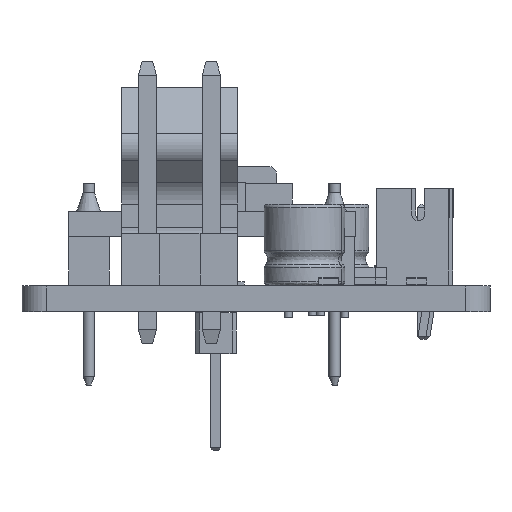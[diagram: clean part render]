
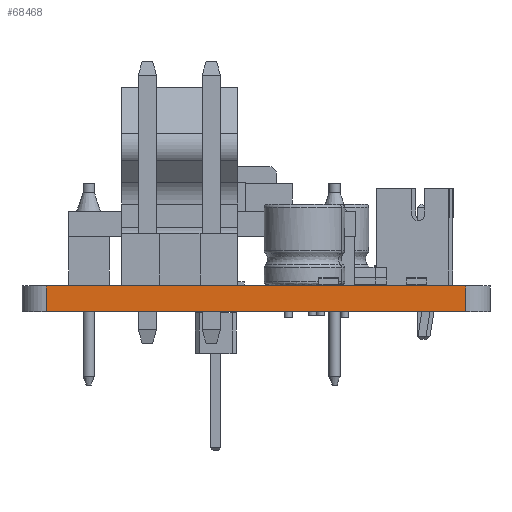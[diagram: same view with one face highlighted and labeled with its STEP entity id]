
A CAD part, left-side view. The second image highlights one B-rep face of the part: STEP entity #68468.
In plain terms, the highlighted planar face has unit normal (-1, 0, 0).
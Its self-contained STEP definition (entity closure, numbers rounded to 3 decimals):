
#64771 = PLANE('',#64772);
#64772 = AXIS2_PLACEMENT_3D('',#64773,#64774,#64775);
#64773 = CARTESIAN_POINT('',(95.875,-120.,1.6));
#64774 = DIRECTION('',(0.,0.,1.));
#64775 = DIRECTION('',(1.,0.,0.));
#64799 = CYLINDRICAL_SURFACE('',#64800,1.5);
#64800 = AXIS2_PLACEMENT_3D('',#64801,#64802,#64803);
#64801 = CARTESIAN_POINT('',(70.,-107.,0.));
#64802 = DIRECTION('',(0.,0.,-1.));
#64803 = DIRECTION('',(1.,0.,0.));
#64825 = PLANE('',#64826);
#64826 = AXIS2_PLACEMENT_3D('',#64827,#64828,#64829);
#64827 = CARTESIAN_POINT('',(95.875,-120.,0.));
#64828 = DIRECTION('',(0.,0.,1.));
#64829 = DIRECTION('',(1.,0.,0.));
#64920 = VERTEX_POINT('',#64921);
#64921 = CARTESIAN_POINT('',(68.5,-107.,1.6));
#64943 = EDGE_CURVE('',#64944,#64920,#64946,.T.);
#64944 = VERTEX_POINT('',#64945);
#64945 = CARTESIAN_POINT('',(68.5,-107.,0.));
#64946 = SURFACE_CURVE('',#64947,(#64951,#64958),.PCURVE_S1.);
#64947 = LINE('',#64948,#64949);
#64948 = CARTESIAN_POINT('',(68.5,-107.,0.));
#64949 = VECTOR('',#64950,1.);
#64950 = DIRECTION('',(0.,0.,1.));
#64951 = PCURVE('',#64799,#64952);
#64952 = DEFINITIONAL_REPRESENTATION('',(#64953),#64957);
#64953 = LINE('',#64954,#64955);
#64954 = CARTESIAN_POINT('',(-3.142,0.));
#64955 = VECTOR('',#64956,1.);
#64956 = DIRECTION('',(0.,-1.));
#64957 = ( GEOMETRIC_REPRESENTATION_CONTEXT(2) 
PARAMETRIC_REPRESENTATION_CONTEXT() REPRESENTATION_CONTEXT('2D SPACE',''
  ) );
#64958 = PCURVE('',#64959,#64964);
#64959 = PLANE('',#64960);
#64960 = AXIS2_PLACEMENT_3D('',#64961,#64962,#64963);
#64961 = CARTESIAN_POINT('',(68.5,-107.,0.));
#64962 = DIRECTION('',(1.,0.,0.));
#64963 = DIRECTION('',(0.,-1.,0.));
#64964 = DEFINITIONAL_REPRESENTATION('',(#64965),#64969);
#64965 = LINE('',#64966,#64967);
#64966 = CARTESIAN_POINT('',(0.,0.));
#64967 = VECTOR('',#64968,1.);
#64968 = DIRECTION('',(0.,-1.));
#64969 = ( GEOMETRIC_REPRESENTATION_CONTEXT(2) 
PARAMETRIC_REPRESENTATION_CONTEXT() REPRESENTATION_CONTEXT('2D SPACE',''
  ) );
#64998 = EDGE_CURVE('',#64944,#64999,#65001,.T.);
#64999 = VERTEX_POINT('',#65000);
#65000 = CARTESIAN_POINT('',(68.5,-133.,0.));
#65001 = SURFACE_CURVE('',#65002,(#65006,#65013),.PCURVE_S1.);
#65002 = LINE('',#65003,#65004);
#65003 = CARTESIAN_POINT('',(68.5,-107.,0.));
#65004 = VECTOR('',#65005,1.);
#65005 = DIRECTION('',(0.,-1.,0.));
#65006 = PCURVE('',#64825,#65007);
#65007 = DEFINITIONAL_REPRESENTATION('',(#65008),#65012);
#65008 = LINE('',#65009,#65010);
#65009 = CARTESIAN_POINT('',(-27.375,13.));
#65010 = VECTOR('',#65011,1.);
#65011 = DIRECTION('',(0.,-1.));
#65012 = ( GEOMETRIC_REPRESENTATION_CONTEXT(2) 
PARAMETRIC_REPRESENTATION_CONTEXT() REPRESENTATION_CONTEXT('2D SPACE',''
  ) );
#65013 = PCURVE('',#64959,#65014);
#65014 = DEFINITIONAL_REPRESENTATION('',(#65015),#65019);
#65015 = LINE('',#65016,#65017);
#65016 = CARTESIAN_POINT('',(0.,0.));
#65017 = VECTOR('',#65018,1.);
#65018 = DIRECTION('',(1.,0.));
#65019 = ( GEOMETRIC_REPRESENTATION_CONTEXT(2) 
PARAMETRIC_REPRESENTATION_CONTEXT() REPRESENTATION_CONTEXT('2D SPACE',''
  ) );
#65038 = CYLINDRICAL_SURFACE('',#65039,1.5);
#65039 = AXIS2_PLACEMENT_3D('',#65040,#65041,#65042);
#65040 = CARTESIAN_POINT('',(70.,-133.,0.));
#65041 = DIRECTION('',(0.,0.,-1.));
#65042 = DIRECTION('',(1.,0.,0.));
#66870 = EDGE_CURVE('',#64920,#66871,#66873,.T.);
#66871 = VERTEX_POINT('',#66872);
#66872 = CARTESIAN_POINT('',(68.5,-133.,1.6));
#66873 = SURFACE_CURVE('',#66874,(#66878,#66885),.PCURVE_S1.);
#66874 = LINE('',#66875,#66876);
#66875 = CARTESIAN_POINT('',(68.5,-107.,1.6));
#66876 = VECTOR('',#66877,1.);
#66877 = DIRECTION('',(0.,-1.,0.));
#66878 = PCURVE('',#64771,#66879);
#66879 = DEFINITIONAL_REPRESENTATION('',(#66880),#66884);
#66880 = LINE('',#66881,#66882);
#66881 = CARTESIAN_POINT('',(-27.375,13.));
#66882 = VECTOR('',#66883,1.);
#66883 = DIRECTION('',(0.,-1.));
#66884 = ( GEOMETRIC_REPRESENTATION_CONTEXT(2) 
PARAMETRIC_REPRESENTATION_CONTEXT() REPRESENTATION_CONTEXT('2D SPACE',''
  ) );
#66885 = PCURVE('',#64959,#66886);
#66886 = DEFINITIONAL_REPRESENTATION('',(#66887),#66891);
#66887 = LINE('',#66888,#66889);
#66888 = CARTESIAN_POINT('',(0.,-1.6));
#66889 = VECTOR('',#66890,1.);
#66890 = DIRECTION('',(1.,0.));
#66891 = ( GEOMETRIC_REPRESENTATION_CONTEXT(2) 
PARAMETRIC_REPRESENTATION_CONTEXT() REPRESENTATION_CONTEXT('2D SPACE',''
  ) );
#68468 = ADVANCED_FACE('',(#68469),#64959,.F.);
#68469 = FACE_BOUND('',#68470,.F.);
#68470 = EDGE_LOOP('',(#68471,#68472,#68473,#68494));
#68471 = ORIENTED_EDGE('',*,*,#64943,.T.);
#68472 = ORIENTED_EDGE('',*,*,#66870,.T.);
#68473 = ORIENTED_EDGE('',*,*,#68474,.F.);
#68474 = EDGE_CURVE('',#64999,#66871,#68475,.T.);
#68475 = SURFACE_CURVE('',#68476,(#68480,#68487),.PCURVE_S1.);
#68476 = LINE('',#68477,#68478);
#68477 = CARTESIAN_POINT('',(68.5,-133.,0.));
#68478 = VECTOR('',#68479,1.);
#68479 = DIRECTION('',(0.,0.,1.));
#68480 = PCURVE('',#64959,#68481);
#68481 = DEFINITIONAL_REPRESENTATION('',(#68482),#68486);
#68482 = LINE('',#68483,#68484);
#68483 = CARTESIAN_POINT('',(26.,0.));
#68484 = VECTOR('',#68485,1.);
#68485 = DIRECTION('',(0.,-1.));
#68486 = ( GEOMETRIC_REPRESENTATION_CONTEXT(2) 
PARAMETRIC_REPRESENTATION_CONTEXT() REPRESENTATION_CONTEXT('2D SPACE',''
  ) );
#68487 = PCURVE('',#65038,#68488);
#68488 = DEFINITIONAL_REPRESENTATION('',(#68489),#68493);
#68489 = LINE('',#68490,#68491);
#68490 = CARTESIAN_POINT('',(-3.142,0.));
#68491 = VECTOR('',#68492,1.);
#68492 = DIRECTION('',(0.,-1.));
#68493 = ( GEOMETRIC_REPRESENTATION_CONTEXT(2) 
PARAMETRIC_REPRESENTATION_CONTEXT() REPRESENTATION_CONTEXT('2D SPACE',''
  ) );
#68494 = ORIENTED_EDGE('',*,*,#64998,.F.);
